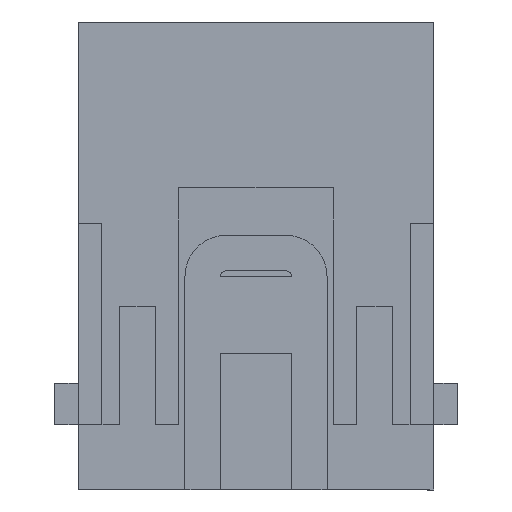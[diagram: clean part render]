
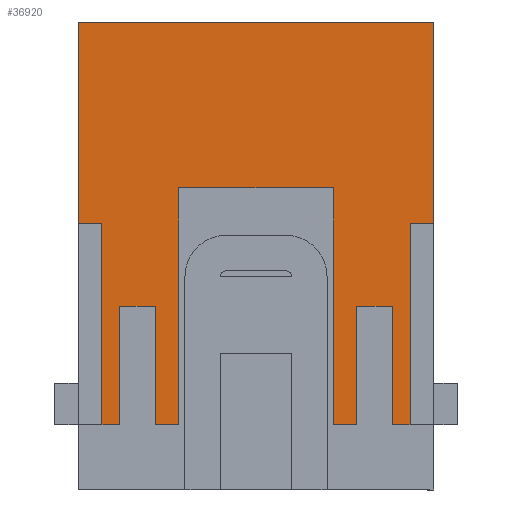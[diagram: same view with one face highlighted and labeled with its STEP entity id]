
A CAD part, left-side view. The second image highlights one B-rep face of the part: STEP entity #36920.
In plain terms, the highlighted face is planar.
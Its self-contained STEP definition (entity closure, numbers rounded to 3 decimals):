
#3680=CARTESIAN_POINT('',(-15.,-7.35,0.));
#3690=VERTEX_POINT('',#3680);
#3840=CARTESIAN_POINT('',(15.,-7.35,0.));
#3850=VERTEX_POINT('',#3840);
#3880=CARTESIAN_POINT('',(-15.,-7.35,0.));
#3890=DIRECTION('',(1.,0.,0.));
#3900=VECTOR('',#3890,30.);
#3910=LINE('',#3880,#3900);
#3920=EDGE_CURVE('',#3690,#3850,#3910,.T.);
#14100=CARTESIAN_POINT('',(-13.,-7.35,-17.));
#14110=VERTEX_POINT('',#14100);
#14260=CARTESIAN_POINT('',(-15.,-7.35,-17.));
#14270=VERTEX_POINT('',#14260);
#14300=CARTESIAN_POINT('',(-15.,-7.35,-17.));
#14310=DIRECTION('',(1.,0.,0.));
#14320=VECTOR('',#14310,2.);
#14330=LINE('',#14300,#14320);
#14340=EDGE_CURVE('',#14270,#14110,#14330,.T.);
#14480=CARTESIAN_POINT('',(-13.,-7.35,-34.));
#14490=VERTEX_POINT('',#14480);
#14690=CARTESIAN_POINT('',(-13.,-7.35,-17.));
#14700=DIRECTION('',(0.,0.,-1.));
#14710=VECTOR('',#14700,17.);
#14720=LINE('',#14690,#14710);
#14730=EDGE_CURVE('',#14110,#14490,#14720,.T.);
#18350=CARTESIAN_POINT('',(13.,-7.35,-17.));
#18360=VERTEX_POINT('',#18350);
#18590=CARTESIAN_POINT('',(13.,-7.35,-34.));
#18600=VERTEX_POINT('',#18590);
#18630=CARTESIAN_POINT('',(13.,-7.35,-34.));
#18640=DIRECTION('',(0.,0.,1.));
#18650=VECTOR('',#18640,17.);
#18660=LINE('',#18630,#18650);
#18670=EDGE_CURVE('',#18600,#18360,#18660,.T.);
#19120=CARTESIAN_POINT('',(15.,-7.35,-17.));
#19130=VERTEX_POINT('',#19120);
#19250=CARTESIAN_POINT('',(13.,-7.35,-17.));
#19260=DIRECTION('',(1.,0.,0.));
#19270=VECTOR('',#19260,2.);
#19280=LINE('',#19250,#19270);
#19290=EDGE_CURVE('',#18360,#19130,#19280,.T.);
#26410=CARTESIAN_POINT('',(6.5,-7.35,-34.));
#26420=VERTEX_POINT('',#26410);
#26450=CARTESIAN_POINT('',(6.5,-7.35,-34.));
#26460=DIRECTION('',(1.,0.,0.));
#26470=VECTOR('',#26460,2.);
#26480=LINE('',#26450,#26470);
#26490=CARTESIAN_POINT('',(8.5,-7.35,-34.));
#26500=VERTEX_POINT('',#26490);
#26510=EDGE_CURVE('',#26420,#26500,#26480,.T.);
#26880=CARTESIAN_POINT('',(-6.5,-7.35,-14.));
#26890=VERTEX_POINT('',#26880);
#26940=CARTESIAN_POINT('',(-6.5,-7.35,-14.));
#26950=DIRECTION('',(1.,0.,0.));
#26960=VECTOR('',#26950,13.);
#26970=LINE('',#26940,#26960);
#26980=CARTESIAN_POINT('',(6.5,-7.35,-14.));
#26990=VERTEX_POINT('',#26980);
#27000=EDGE_CURVE('',#26890,#26990,#26970,.T.);
#31330=CARTESIAN_POINT('',(11.5,-7.35,-34.));
#31340=DIRECTION('',(1.,0.,0.));
#31350=VECTOR('',#31340,1.5);
#31360=LINE('',#31330,#31350);
#31370=CARTESIAN_POINT('',(11.5,-7.35,-34.));
#31380=VERTEX_POINT('',#31370);
#31390=EDGE_CURVE('',#31380,#18600,#31360,.T.);
#32760=CARTESIAN_POINT('',(-6.5,-7.35,-34.));
#32770=VERTEX_POINT('',#32760);
#32800=CARTESIAN_POINT('',(-6.5,-7.35,-34.));
#32810=DIRECTION('',(0.,0.,1.));
#32820=VECTOR('',#32810,20.);
#32830=LINE('',#32800,#32820);
#32840=EDGE_CURVE('',#32770,#26890,#32830,.T.);
#35190=CARTESIAN_POINT('',(-15.,-7.35,0.));
#35200=DIRECTION('',(0.,0.,-1.));
#35210=VECTOR('',#35200,17.);
#35220=LINE('',#35190,#35210);
#35230=EDGE_CURVE('',#3690,#14270,#35220,.T.);
#35810=CARTESIAN_POINT('',(-13.,-7.35,-34.));
#35820=DIRECTION('',(1.,0.,0.));
#35830=VECTOR('',#35820,1.5);
#35840=LINE('',#35810,#35830);
#35850=CARTESIAN_POINT('',(-11.5,-7.35,-34.));
#35860=VERTEX_POINT('',#35850);
#35870=EDGE_CURVE('',#14490,#35860,#35840,.T.);
#36100=CARTESIAN_POINT('',(-15.,-7.35,0.));
#36110=DIRECTION('',(0.,-1.,0.));
#36120=DIRECTION('',(0.,0.,-1.));
#36130=AXIS2_PLACEMENT_3D('',#36100,#36110,#36120);
#36140=PLANE('',#36130);
#36150=ORIENTED_EDGE('',*,*,#35870,.T.);
#36160=ORIENTED_EDGE('',*,*,#14730,.T.);
#36170=ORIENTED_EDGE('',*,*,#14340,.T.);
#36180=ORIENTED_EDGE('',*,*,#35230,.T.);
#36190=ORIENTED_EDGE('',*,*,#3920,.F.);
#36200=CARTESIAN_POINT('',(15.,-7.35,0.));
#36210=DIRECTION('',(0.,0.,-1.));
#36220=VECTOR('',#36210,17.);
#36230=LINE('',#36200,#36220);
#36240=EDGE_CURVE('',#3850,#19130,#36230,.T.);
#36250=ORIENTED_EDGE('',*,*,#36240,.F.);
#36260=ORIENTED_EDGE('',*,*,#19290,.T.);
#36270=ORIENTED_EDGE('',*,*,#18670,.T.);
#36280=ORIENTED_EDGE('',*,*,#31390,.T.);
#36290=CARTESIAN_POINT('',(11.5,-7.35,-24.));
#36300=DIRECTION('',(0.,0.,-1.));
#36310=VECTOR('',#36300,10.);
#36320=LINE('',#36290,#36310);
#36330=CARTESIAN_POINT('',(11.5,-7.35,-24.));
#36340=VERTEX_POINT('',#36330);
#36350=EDGE_CURVE('',#36340,#31380,#36320,.T.);
#36360=ORIENTED_EDGE('',*,*,#36350,.T.);
#36370=CARTESIAN_POINT('',(8.5,-7.35,-24.));
#36380=DIRECTION('',(1.,0.,0.));
#36390=VECTOR('',#36380,3.);
#36400=LINE('',#36370,#36390);
#36410=CARTESIAN_POINT('',(8.5,-7.35,-24.));
#36420=VERTEX_POINT('',#36410);
#36430=EDGE_CURVE('',#36420,#36340,#36400,.T.);
#36440=ORIENTED_EDGE('',*,*,#36430,.T.);
#36450=CARTESIAN_POINT('',(8.5,-7.35,-34.));
#36460=DIRECTION('',(0.,0.,1.));
#36470=VECTOR('',#36460,10.);
#36480=LINE('',#36450,#36470);
#36490=EDGE_CURVE('',#26500,#36420,#36480,.T.);
#36500=ORIENTED_EDGE('',*,*,#36490,.T.);
#36510=ORIENTED_EDGE('',*,*,#26510,.T.);
#36520=CARTESIAN_POINT('',(6.5,-7.35,-14.));
#36530=DIRECTION('',(0.,0.,-1.));
#36540=VECTOR('',#36530,20.);
#36550=LINE('',#36520,#36540);
#36560=EDGE_CURVE('',#26990,#26420,#36550,.T.);
#36570=ORIENTED_EDGE('',*,*,#36560,.T.);
#36580=ORIENTED_EDGE('',*,*,#27000,.T.);
#36590=ORIENTED_EDGE('',*,*,#32840,.T.);
#36600=CARTESIAN_POINT('',(-8.5,-7.35,-34.));
#36610=DIRECTION('',(1.,0.,0.));
#36620=VECTOR('',#36610,2.);
#36630=LINE('',#36600,#36620);
#36640=CARTESIAN_POINT('',(-8.5,-7.35,-34.));
#36650=VERTEX_POINT('',#36640);
#36660=EDGE_CURVE('',#36650,#32770,#36630,.T.);
#36670=ORIENTED_EDGE('',*,*,#36660,.T.);
#36680=CARTESIAN_POINT('',(-8.5,-7.35,-24.));
#36690=DIRECTION('',(0.,0.,-1.));
#36700=VECTOR('',#36690,10.);
#36710=LINE('',#36680,#36700);
#36720=CARTESIAN_POINT('',(-8.5,-7.35,-24.));
#36730=VERTEX_POINT('',#36720);
#36740=EDGE_CURVE('',#36730,#36650,#36710,.T.);
#36750=ORIENTED_EDGE('',*,*,#36740,.T.);
#36760=CARTESIAN_POINT('',(-11.5,-7.35,-24.));
#36770=DIRECTION('',(1.,0.,0.));
#36780=VECTOR('',#36770,3.);
#36790=LINE('',#36760,#36780);
#36800=CARTESIAN_POINT('',(-11.5,-7.35,-24.));
#36810=VERTEX_POINT('',#36800);
#36820=EDGE_CURVE('',#36810,#36730,#36790,.T.);
#36830=ORIENTED_EDGE('',*,*,#36820,.T.);
#36840=CARTESIAN_POINT('',(-11.5,-7.35,-34.));
#36850=DIRECTION('',(0.,0.,1.));
#36860=VECTOR('',#36850,10.);
#36870=LINE('',#36840,#36860);
#36880=EDGE_CURVE('',#35860,#36810,#36870,.T.);
#36890=ORIENTED_EDGE('',*,*,#36880,.T.);
#36900=EDGE_LOOP('',(#36890,#36830,#36750,#36670,#36590,#36580,#36570,
#36510,#36500,#36440,#36360,#36280,#36270,#36260,#36250,#36190,#36180,
#36170,#36160,#36150));
#36910=FACE_OUTER_BOUND('',#36900,.T.);
#36920=ADVANCED_FACE('',(#36910),#36140,.T.);
